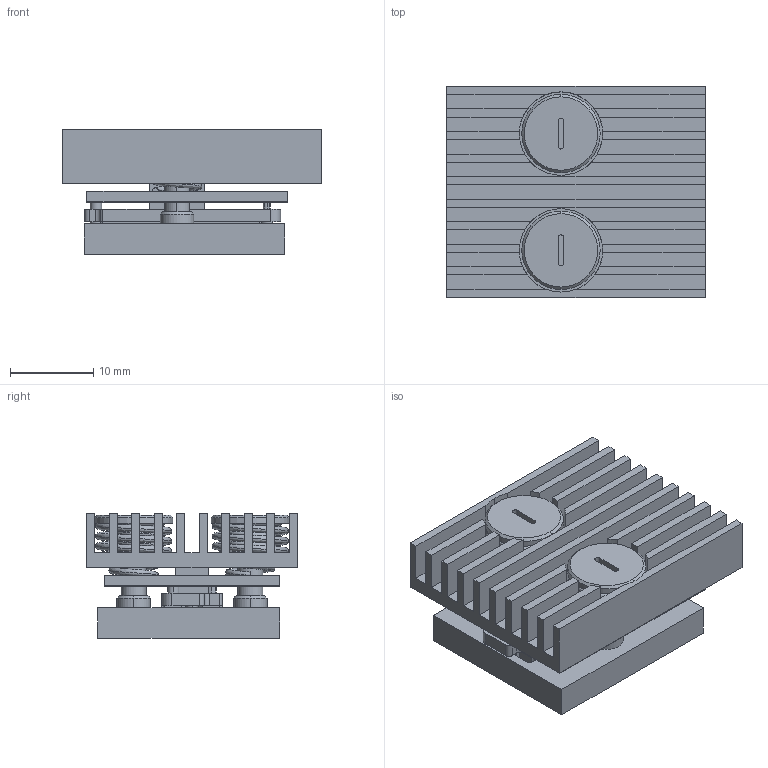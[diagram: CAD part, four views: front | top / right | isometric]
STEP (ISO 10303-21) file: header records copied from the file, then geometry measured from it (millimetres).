
FILE_DESCRIPTION(('FreeCAD Model'),'2;1');
FILE_NAME('Open CASCADE Shape Model','2025-03-03T20:30:56',(''),(''), 'Open CASCADE STEP processor 7.8','FreeCAD','Unknown');
FILE_SCHEMA(('AUTOMOTIVE_DESIGN { 1 0 10303 214 1 1 1 1 }'));
Length unit declared in the file: millimetre
Products named in the file (17): 2517501; 2517502; 3-720p-s318-DMD-Assy-wPads; Ceramic-3-720p-s318; Window-3-720p-s318; Elec-Pad-s318-DMD; Test-Elec-s318-Pad; SymPadA-s318; 2512939-Comp; 2515010; 2517505; 2517503; 2515014-Compressed; 2517506; 2517507; LEESPRING LCM080C03M_aSSY-iSO; LEESPRING LC032E0S_aSSY-iSO
Assembly tree (117 placements, depth 3):
  2517501
    2517502
    3-720p-s318-DMD-Assy-wPads
      Ceramic-3-720p-s318
      Window-3-720p-s318
      Elec-Pad-s318-DMD  x73
      Test-Elec-s318-Pad  x26
      SymPadA-s318
    2512939-Comp  x2
    2515010
    2517505
    2517503
    2515014-Compressed
    2517506
    2517507  x2
    LEESPRING LCM080C03M_aSSY-iSO  x2
    LEESPRING LC032E0S_aSSY-iSO  x2
Bounding box: 31 x 25.3 x 14.98 mm (x, y, z)
Volume: 5591.6 mm3; surface area: 10385.3 mm2
Topology: 116 solids, 116 shells, 1585 faces, 3361 edges, 2217 vertices
Faces by surface type: plane 957, cylinder 566, cone 29, torus 25, bspline 8
Entity records: 34278 total; most frequent: CARTESIAN_POINT 7191, DIRECTION 5538, ORIENTED_EDGE 4476, EDGE_CURVE 2238, AXIS2_PLACEMENT_3D 2201, VERTEX_POINT 1475, FACE_BOUND 1237, EDGE_LOOP 1237
